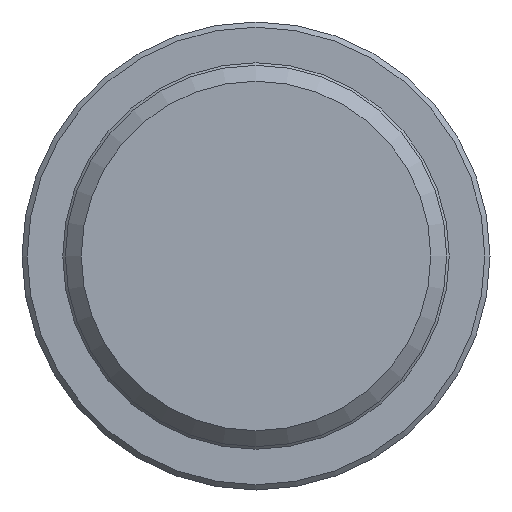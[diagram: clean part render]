
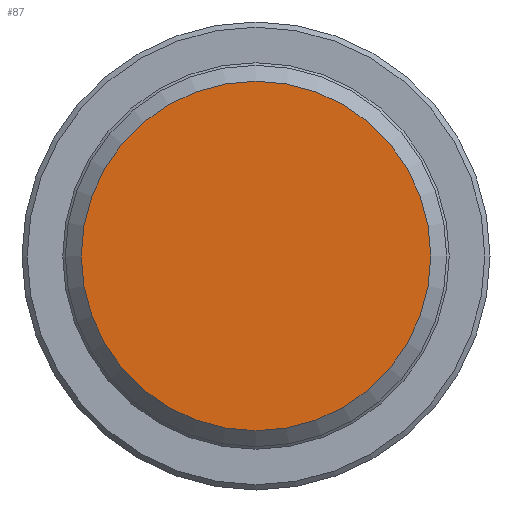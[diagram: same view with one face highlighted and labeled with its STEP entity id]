
A CAD part, front view. The second image highlights one B-rep face of the part: STEP entity #87.
In plain terms, the highlighted planar face has unit normal (0, -1, 0).
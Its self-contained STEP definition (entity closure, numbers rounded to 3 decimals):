
#87 = ADVANCED_FACE( '', ( #193 ), #194, .F. );
#193 = FACE_OUTER_BOUND( '', #315, .T. );
#194 = PLANE( '', #316 );
#315 = EDGE_LOOP( '', ( #485 ) );
#316 = AXIS2_PLACEMENT_3D( '', #486, #487, #488 );
#485 = ORIENTED_EDGE( '', *, *, #700, .T. );
#486 = CARTESIAN_POINT( '', ( 10.08, -14., 0. ) );
#487 = DIRECTION( '', ( 0., 1., 0. ) );
#488 = DIRECTION( '', ( 0., 0., 1. ) );
#700 = EDGE_CURVE( '', #826, #826, #827, .T. );
#826 = VERTEX_POINT( '', #1008 );
#827 = CIRCLE( '', #1009, 10.08 );
#1008 = CARTESIAN_POINT( '', ( 0., -14., -10.08 ) );
#1009 = AXIS2_PLACEMENT_3D( '', #1164, #1165, #1166 );
#1164 = CARTESIAN_POINT( '', ( 0., -14., 0. ) );
#1165 = DIRECTION( '', ( 0., -1., 0. ) );
#1166 = DIRECTION( '', ( 0., 0., -1. ) );
